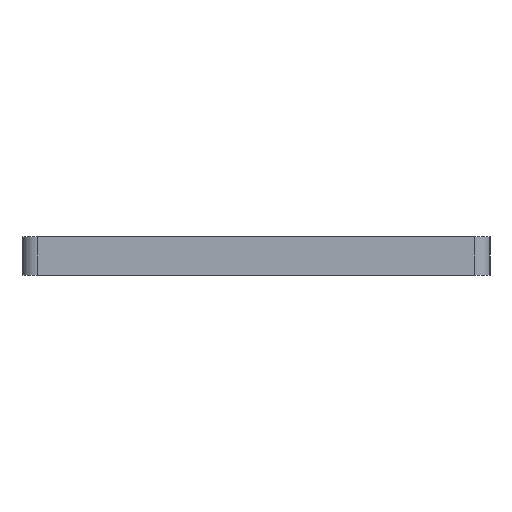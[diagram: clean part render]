
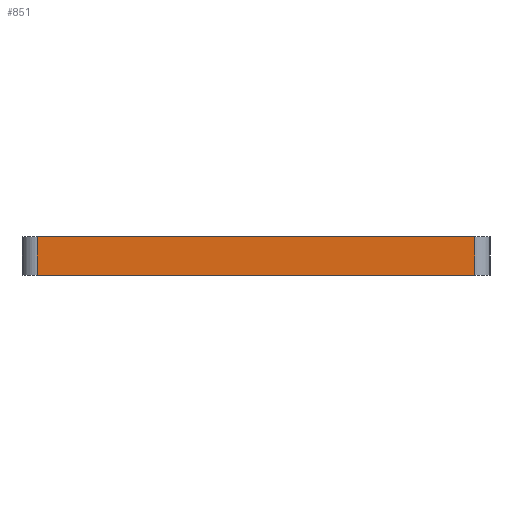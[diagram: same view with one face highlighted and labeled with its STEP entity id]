
A CAD part, left-side view. The second image highlights one B-rep face of the part: STEP entity #851.
In plain terms, the highlighted planar face has unit normal (-1, 0, 0).
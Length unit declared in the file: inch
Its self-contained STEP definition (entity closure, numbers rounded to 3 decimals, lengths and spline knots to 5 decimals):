
#14 = DIRECTION ( 'NONE',  ( 1., 0., 0. ) ) ;
#79 = DIRECTION ( 'NONE',  ( 0., -1., 0. ) ) ;
#161 = ORIENTED_EDGE ( 'NONE', *, *, #861, .T. ) ;
#183 = LINE ( 'NONE', #431, #1499 ) ;
#184 = AXIS2_PLACEMENT_3D ( 'NONE', #245, #14, #1319 ) ;
#210 = VERTEX_POINT ( 'NONE', #988 ) ;
#245 = CARTESIAN_POINT ( 'NONE',  ( -9.545, -1.525, 0.25 ) ) ;
#251 = DIRECTION ( 'NONE',  ( 0., 0., -1. ) ) ;
#286 = EDGE_LOOP ( 'NONE', ( #1161, #837, #322, #161 ) ) ;
#322 = ORIENTED_EDGE ( 'NONE', *, *, #718, .F. ) ;
#373 = FACE_OUTER_BOUND ( 'NONE', #286, .T. ) ;
#409 = VECTOR ( 'NONE', #847, 39.37008 ) ;
#425 = LINE ( 'NONE', #780, #483 ) ;
#431 = CARTESIAN_POINT ( 'NONE',  ( -9.545, -1.425, 0.25 ) ) ;
#483 = VECTOR ( 'NONE', #79, 39.37008 ) ;
#551 = LINE ( 'NONE', #724, #409 ) ;
#580 = LINE ( 'NONE', #1056, #979 ) ;
#718 = EDGE_CURVE ( 'NONE', #1334, #210, #425, .T. ) ;
#724 = CARTESIAN_POINT ( 'NONE',  ( -9.545, -1.525, 0. ) ) ;
#738 = EDGE_CURVE ( 'NONE', #1067, #1197, #551, .T. ) ;
#780 = CARTESIAN_POINT ( 'NONE',  ( -9.545, -1.525, 0.25 ) ) ;
#787 = DIRECTION ( 'NONE',  ( 0., 0., 1. ) ) ;
#837 = ORIENTED_EDGE ( 'NONE', *, *, #1044, .T. ) ;
#847 = DIRECTION ( 'NONE',  ( 0., -1., 0. ) ) ;
#851 = ADVANCED_FACE ( 'NONE', ( #373 ), #1327, .F. ) ;
#861 = EDGE_CURVE ( 'NONE', #1334, #1067, #580, .T. ) ;
#972 = CARTESIAN_POINT ( 'NONE',  ( -9.545, 1.425, 0.25 ) ) ;
#979 = VECTOR ( 'NONE', #251, 39.37008 ) ;
#988 = CARTESIAN_POINT ( 'NONE',  ( -9.545, -1.425, 0.25 ) ) ;
#1044 = EDGE_CURVE ( 'NONE', #1197, #210, #183, .T. ) ;
#1056 = CARTESIAN_POINT ( 'NONE',  ( -9.545, 1.425, 0.25 ) ) ;
#1067 = VERTEX_POINT ( 'NONE', #1372 ) ;
#1161 = ORIENTED_EDGE ( 'NONE', *, *, #738, .T. ) ;
#1194 = CARTESIAN_POINT ( 'NONE',  ( -9.545, -1.425, 0. ) ) ;
#1197 = VERTEX_POINT ( 'NONE', #1194 ) ;
#1319 = DIRECTION ( 'NONE',  ( 0., 0., -1. ) ) ;
#1327 = PLANE ( 'NONE',  #184 ) ;
#1334 = VERTEX_POINT ( 'NONE', #972 ) ;
#1372 = CARTESIAN_POINT ( 'NONE',  ( -9.545, 1.425, 0. ) ) ;
#1499 = VECTOR ( 'NONE', #787, 39.37008 ) ;
